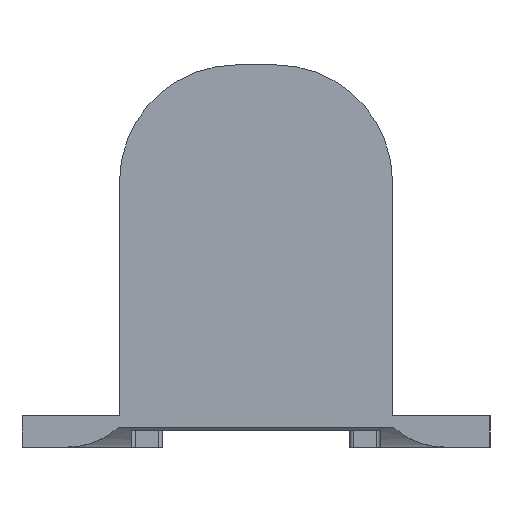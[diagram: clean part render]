
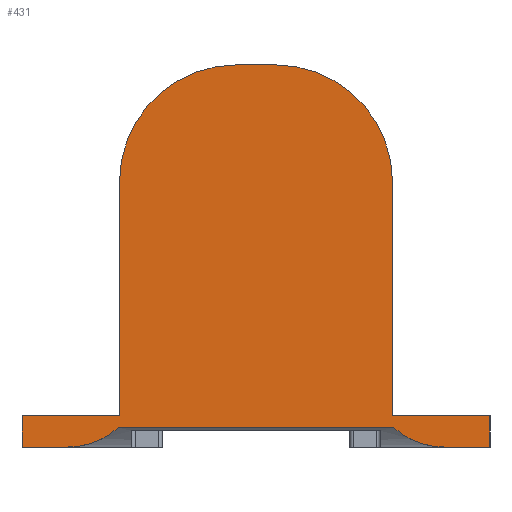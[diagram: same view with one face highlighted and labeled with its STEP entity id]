
A CAD part, left-side view. The second image highlights one B-rep face of the part: STEP entity #431.
In plain terms, the highlighted planar face has unit normal (-1, 0, 0).
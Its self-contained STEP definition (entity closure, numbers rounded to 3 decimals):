
#16 = DIRECTION ( 'NONE',  ( 0., -1., 0. ) ) ;
#38 = LINE ( 'NONE', #3044, #1040 ) ;
#137 = EDGE_CURVE ( 'NONE', #705, #1836, #2040, .T. ) ;
#138 = EDGE_CURVE ( 'NONE', #3021, #2484, #3767, .T. ) ;
#172 = ORIENTED_EDGE ( 'NONE', *, *, #3173, .F. ) ;
#251 = EDGE_LOOP ( 'NONE', ( #172, #2724, #329, #2914, #1689, #1411, #1634, #1288, #1646, #3108, #2062, #3631, #899, #856 ) ) ;
#323 = VERTEX_POINT ( 'NONE', #2932 ) ;
#329 = ORIENTED_EDGE ( 'NONE', *, *, #2825, .T. ) ;
#399 = VERTEX_POINT ( 'NONE', #1764 ) ;
#404 = VECTOR ( 'NONE', #3010, 1000. ) ;
#431 = ADVANCED_FACE ( 'NONE', ( #2370 ), #2073, .F. ) ;
#432 = CARTESIAN_POINT ( 'NONE',  ( -45., 30., 4. ) ) ;
#593 = DIRECTION ( 'NONE',  ( 1., 0., 0. ) ) ;
#646 = CARTESIAN_POINT ( 'NONE',  ( -45., -30., 4. ) ) ;
#705 = VERTEX_POINT ( 'NONE', #2907 ) ;
#769 = DIRECTION ( 'NONE',  ( 0., 0., -1. ) ) ;
#816 = VERTEX_POINT ( 'NONE', #2123 ) ;
#821 = DIRECTION ( 'NONE',  ( 1., 0., 0. ) ) ;
#856 = ORIENTED_EDGE ( 'NONE', *, *, #1441, .F. ) ;
#874 = CARTESIAN_POINT ( 'NONE',  ( -45., 2.5, 34. ) ) ;
#885 = CARTESIAN_POINT ( 'NONE',  ( -45., -30., 0. ) ) ;
#899 = ORIENTED_EDGE ( 'NONE', *, *, #138, .T. ) ;
#906 = CARTESIAN_POINT ( 'NONE',  ( -45., -17.63, 2.505 ) ) ;
#988 = VERTEX_POINT ( 'NONE', #2800 ) ;
#1040 = VECTOR ( 'NONE', #16, 1000. ) ;
#1088 = LINE ( 'NONE', #2861, #2715 ) ;
#1124 = VERTEX_POINT ( 'NONE', #3763 ) ;
#1146 = CARTESIAN_POINT ( 'NONE',  ( -45., -30., 0. ) ) ;
#1176 = EDGE_CURVE ( 'NONE', #3160, #323, #1088, .T. ) ;
#1217 = CARTESIAN_POINT ( 'NONE',  ( -45., 24.25, 10. ) ) ;
#1261 = CIRCLE ( 'NONE', #3185, 15. ) ;
#1288 = ORIENTED_EDGE ( 'NONE', *, *, #1980, .F. ) ;
#1316 = LINE ( 'NONE', #3759, #2818 ) ;
#1374 = DIRECTION ( 'NONE',  ( 0., 0., -1. ) ) ;
#1411 = ORIENTED_EDGE ( 'NONE', *, *, #1176, .F. ) ;
#1416 = AXIS2_PLACEMENT_3D ( 'NONE', #1217, #2118, #2067 ) ;
#1441 = EDGE_CURVE ( 'NONE', #988, #2484, #2115, .T. ) ;
#1537 = DIRECTION ( 'NONE',  ( 0., 1., 0. ) ) ;
#1634 = ORIENTED_EDGE ( 'NONE', *, *, #2323, .T. ) ;
#1646 = ORIENTED_EDGE ( 'NONE', *, *, #137, .T. ) ;
#1651 = DIRECTION ( 'NONE',  ( -1., 0., 0. ) ) ;
#1689 = ORIENTED_EDGE ( 'NONE', *, *, #1721, .F. ) ;
#1721 = EDGE_CURVE ( 'NONE', #323, #3672, #38, .T. ) ;
#1764 = CARTESIAN_POINT ( 'NONE',  ( -45., -30., 0. ) ) ;
#1780 = VECTOR ( 'NONE', #3150, 1000. ) ;
#1836 = VERTEX_POINT ( 'NONE', #2398 ) ;
#1941 = VERTEX_POINT ( 'NONE', #906 ) ;
#1959 = CARTESIAN_POINT ( 'NONE',  ( -45., 30., 0. ) ) ;
#1980 = EDGE_CURVE ( 'NONE', #705, #2600, #3815, .T. ) ;
#2015 = DIRECTION ( 'NONE',  ( 0., 0., -1. ) ) ;
#2018 = VECTOR ( 'NONE', #2888, 1000. ) ;
#2040 = CIRCLE ( 'NONE', #3586, 15. ) ;
#2062 = ORIENTED_EDGE ( 'NONE', *, *, #3014, .F. ) ;
#2067 = DIRECTION ( 'NONE',  ( 0., 0., -1. ) ) ;
#2073 = PLANE ( 'NONE',  #3710 ) ;
#2115 = CIRCLE ( 'NONE', #1416, 10. ) ;
#2118 = DIRECTION ( 'NONE',  ( 1., 0., 0. ) ) ;
#2123 = CARTESIAN_POINT ( 'NONE',  ( -45., -24.25, 0. ) ) ;
#2149 = LINE ( 'NONE', #2707, #2218 ) ;
#2156 = CARTESIAN_POINT ( 'NONE',  ( -45., -2.5, 34. ) ) ;
#2215 = VECTOR ( 'NONE', #2363, 1000. ) ;
#2218 = VECTOR ( 'NONE', #2431, 1000. ) ;
#2241 = VERTEX_POINT ( 'NONE', #432 ) ;
#2274 = CIRCLE ( 'NONE', #2756, 10. ) ;
#2291 = EDGE_CURVE ( 'NONE', #3672, #399, #3344, .T. ) ;
#2293 = DIRECTION ( 'NONE',  ( 0., -1., 0. ) ) ;
#2304 = CARTESIAN_POINT ( 'NONE',  ( -45., -2.5, 49. ) ) ;
#2323 = EDGE_CURVE ( 'NONE', #3160, #2600, #1261, .T. ) ;
#2359 = VECTOR ( 'NONE', #2293, 1000. ) ;
#2362 = CARTESIAN_POINT ( 'NONE',  ( -45., -17.5, 34. ) ) ;
#2363 = DIRECTION ( 'NONE',  ( 0., -1., 0. ) ) ;
#2370 = FACE_OUTER_BOUND ( 'NONE', #251, .T. ) ;
#2398 = CARTESIAN_POINT ( 'NONE',  ( -45., 17.5, 34. ) ) ;
#2431 = DIRECTION ( 'NONE',  ( 0., 0., -1. ) ) ;
#2484 = VERTEX_POINT ( 'NONE', #2855 ) ;
#2600 = VERTEX_POINT ( 'NONE', #2304 ) ;
#2707 = CARTESIAN_POINT ( 'NONE',  ( -45., 30., 4. ) ) ;
#2715 = VECTOR ( 'NONE', #2015, 1000. ) ;
#2724 = ORIENTED_EDGE ( 'NONE', *, *, #3019, .F. ) ;
#2756 = AXIS2_PLACEMENT_3D ( 'NONE', #3506, #821, #769 ) ;
#2758 = LINE ( 'NONE', #3616, #3695 ) ;
#2800 = CARTESIAN_POINT ( 'NONE',  ( -45., 17.63, 2.505 ) ) ;
#2818 = VECTOR ( 'NONE', #1374, 1000. ) ;
#2825 = EDGE_CURVE ( 'NONE', #816, #399, #3318, .T. ) ;
#2826 = CARTESIAN_POINT ( 'NONE',  ( -45., -30., 4. ) ) ;
#2855 = CARTESIAN_POINT ( 'NONE',  ( -45., 24.25, 0. ) ) ;
#2861 = CARTESIAN_POINT ( 'NONE',  ( -45., -17.5, 49. ) ) ;
#2884 = LINE ( 'NONE', #2826, #1780 ) ;
#2888 = DIRECTION ( 'NONE',  ( 0., -1., 0. ) ) ;
#2907 = CARTESIAN_POINT ( 'NONE',  ( -45., 2.5, 49. ) ) ;
#2914 = ORIENTED_EDGE ( 'NONE', *, *, #2291, .F. ) ;
#2932 = CARTESIAN_POINT ( 'NONE',  ( -45., -17.5, 4. ) ) ;
#3010 = DIRECTION ( 'NONE',  ( 0., 0., -1. ) ) ;
#3014 = EDGE_CURVE ( 'NONE', #2241, #1124, #2884, .T. ) ;
#3019 = EDGE_CURVE ( 'NONE', #816, #1941, #2274, .T. ) ;
#3021 = VERTEX_POINT ( 'NONE', #1959 ) ;
#3044 = CARTESIAN_POINT ( 'NONE',  ( -45., -30., 4. ) ) ;
#3099 = DIRECTION ( 'NONE',  ( 0., 0., -1. ) ) ;
#3108 = ORIENTED_EDGE ( 'NONE', *, *, #3282, .T. ) ;
#3150 = DIRECTION ( 'NONE',  ( 0., -1., 0. ) ) ;
#3160 = VERTEX_POINT ( 'NONE', #2362 ) ;
#3173 = EDGE_CURVE ( 'NONE', #1941, #988, #2758, .T. ) ;
#3185 = AXIS2_PLACEMENT_3D ( 'NONE', #2156, #1651, #3099 ) ;
#3246 = CARTESIAN_POINT ( 'NONE',  ( -45., -30., 4. ) ) ;
#3282 = EDGE_CURVE ( 'NONE', #1836, #1124, #1316, .T. ) ;
#3318 = LINE ( 'NONE', #885, #2215 ) ;
#3344 = LINE ( 'NONE', #646, #404 ) ;
#3500 = DIRECTION ( 'NONE',  ( -1., 0., 0. ) ) ;
#3506 = CARTESIAN_POINT ( 'NONE',  ( -45., -24.25, 10. ) ) ;
#3557 = DIRECTION ( 'NONE',  ( 0., 0., -1. ) ) ;
#3561 = EDGE_CURVE ( 'NONE', #2241, #3021, #2149, .T. ) ;
#3586 = AXIS2_PLACEMENT_3D ( 'NONE', #874, #3500, #3828 ) ;
#3616 = CARTESIAN_POINT ( 'NONE',  ( -45., 14.8, 2.505 ) ) ;
#3631 = ORIENTED_EDGE ( 'NONE', *, *, #3561, .T. ) ;
#3671 = CARTESIAN_POINT ( 'NONE',  ( -45., -30., 4. ) ) ;
#3672 = VERTEX_POINT ( 'NONE', #3671 ) ;
#3695 = VECTOR ( 'NONE', #1537, 1000. ) ;
#3710 = AXIS2_PLACEMENT_3D ( 'NONE', #3246, #593, #3557 ) ;
#3759 = CARTESIAN_POINT ( 'NONE',  ( -45., 17.5, 49. ) ) ;
#3763 = CARTESIAN_POINT ( 'NONE',  ( -45., 17.5, 4. ) ) ;
#3767 = LINE ( 'NONE', #1146, #2359 ) ;
#3793 = CARTESIAN_POINT ( 'NONE',  ( -45., -17.5, 49. ) ) ;
#3815 = LINE ( 'NONE', #3793, #2018 ) ;
#3828 = DIRECTION ( 'NONE',  ( 0., 0., -1. ) ) ;
